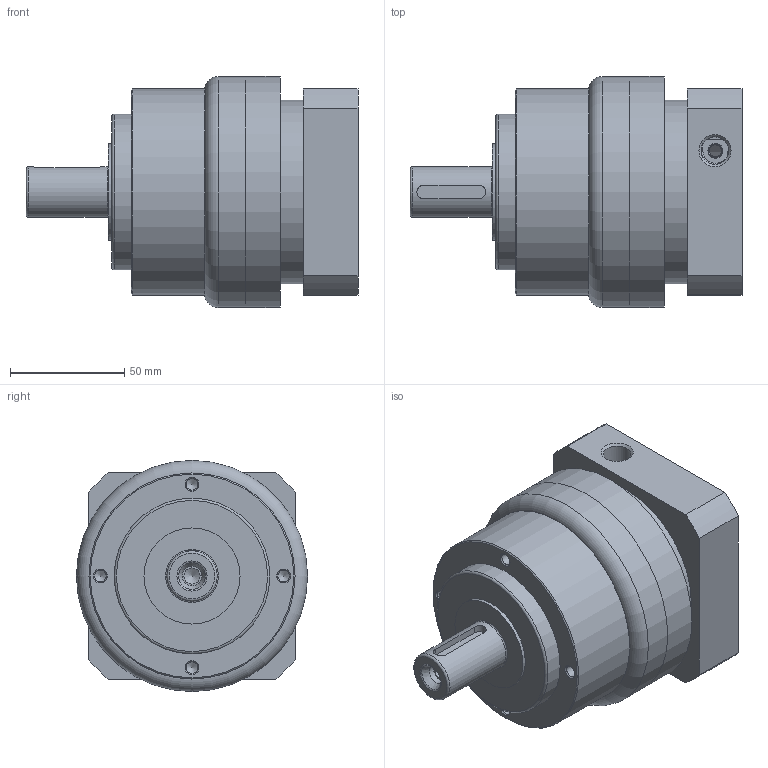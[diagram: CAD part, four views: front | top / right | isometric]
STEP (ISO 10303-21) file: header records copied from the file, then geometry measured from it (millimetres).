
FILE_DESCRIPTION(/* description */ (''),/* implementation_level */ '2;1');
FILE_NAME(/* name */ 'TE090-L1-19-70-90-M5-42-4.stp',/* time_stamp */ '2020-11-24T10:56:38+08:00',/* author */ (''),/* organization */ (''),/* preprocessor_version */ 'ST-DEVELOPER v16',/* originating_system */ 'SIEMENS PLM Software NX 10.0',/* authorisation */ '');
FILE_SCHEMA (('CONFIG_CONTROL_DESIGN'));
Length unit declared in the file: millimetre
Products named in the file (1): _model285
Bounding box: 145 x 100.95 x 100.95 mm (x, y, z)
Volume: 971995.3 mm3; surface area: 169730.9 mm2
Topology: 9 solids, 9 shells, 305 faces, 759 edges, 497 vertices
Faces by surface type: plane 118, cylinder 111, cone 68, torus 8
Full cylindrical faces by diameter (mm): 4.2 x8, 5.1 x4, 5.2 x2, 5.5 x12, 6.5 x2, 7 x1, 8.451 x1, 9 x12, 12.1 x2, 19 x2, 22 x1, 22.5 x2, 26.6 x2, 27.5 x2, 28 x6, 31 x2, 42 x1, 55 x2, 68 x1, 80 x2, 80.013 x2, 90 x1, 100.95 x3
Entity records: 8460 total; most frequent: CARTESIAN_POINT 1619, DIRECTION 1472, ORIENTED_EDGE 1174, AXIS2_PLACEMENT_3D 623, EDGE_CURVE 587, EDGE_LOOP 486, VERTEX_POINT 456, FACE_BOUND 365
